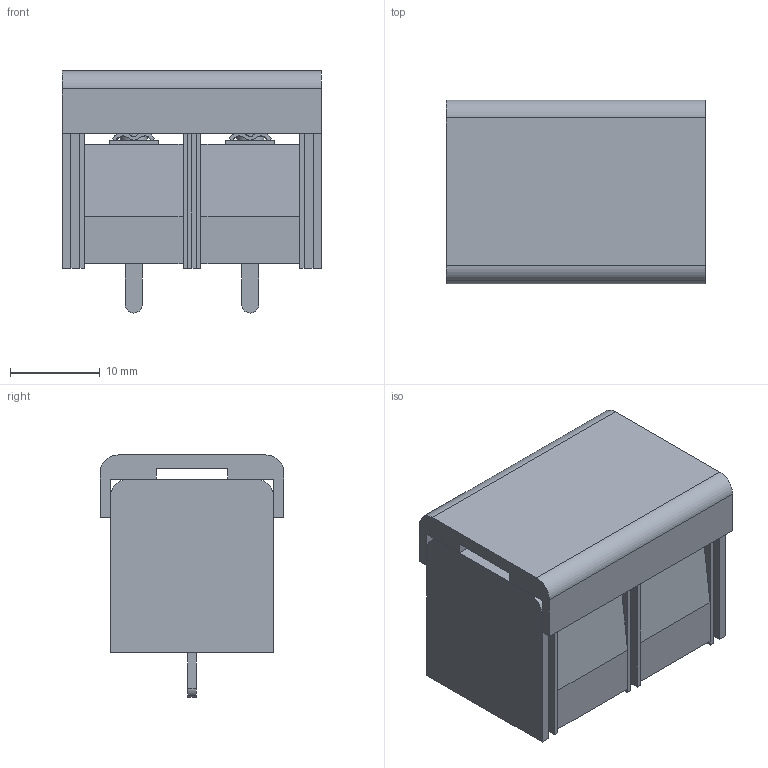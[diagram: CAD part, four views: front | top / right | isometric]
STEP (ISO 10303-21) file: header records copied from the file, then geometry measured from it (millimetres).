
FILE_DESCRIPTION (( 'STEP AP214' ), '1' );
FILE_NAME ('CONN-TH_KF78C-13.0-2P.step', '2022-08-02T17:34:11', ( '' ), ( '' ), 'SwSTEP 2.0', 'SolidWorks 2020', '' );
FILE_SCHEMA (( 'AUTOMOTIVE_DESIGN' ));
Length unit declared in the file: millimetre
Products named in the file (1): CONN-TH_KF78C-13.0-2P
Bounding box: 29 x 20.5 x 27 mm (x, y, z)
Volume: 9177.2 mm3; surface area: 6252.3 mm2
Topology: 16 solids, 16 shells, 745 faces, 1995 edges, 1298 vertices
Faces by surface type: plane 419, bspline 202, cylinder 94, torus 22, sphere 8
Entity records: 34959 total; most frequent: CARTESIAN_POINT 10695, ORIENTED_EDGE 3974, DIRECTION 2781, EDGE_CURVE 1987, LINE 1341, VECTOR 1341, VERTEX_POINT 1298, EDGE_LOOP 789
